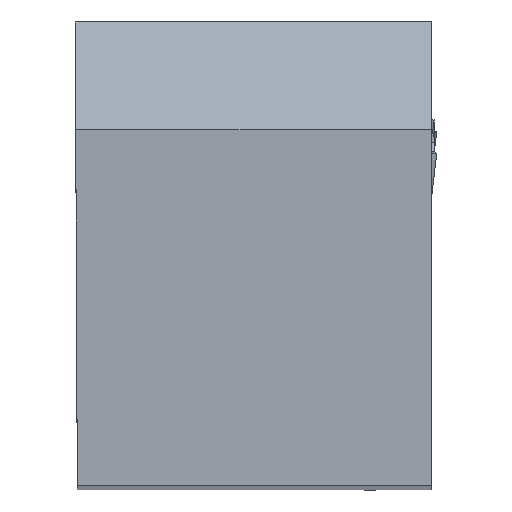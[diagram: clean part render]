
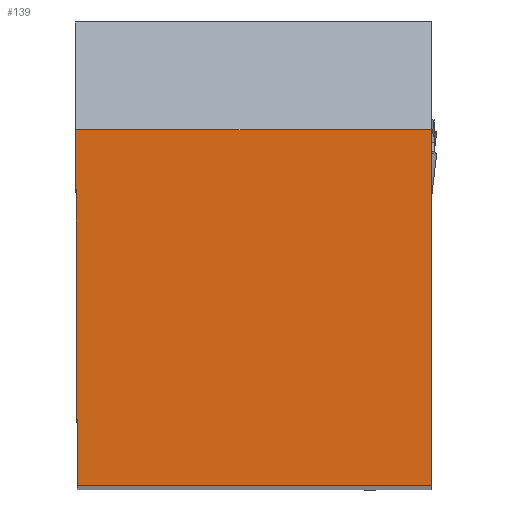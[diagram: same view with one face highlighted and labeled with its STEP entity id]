
A CAD part, top view. The second image highlights one B-rep face of the part: STEP entity #139.
In plain terms, the highlighted planar face has unit normal (0, 0, 1).
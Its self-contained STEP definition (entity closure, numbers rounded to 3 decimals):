
#139=ADVANCED_FACE('BLANK_BOXF006',(#248),#203,.T.);
#203=PLANE('',#1440);
#248=FACE_OUTER_BOUND('',#314,.T.);
#314=EDGE_LOOP('',(#743,#744,#745,#746));
#377=LINE('',#1840,#499);
#389=LINE('',#1891,#511);
#404=LINE('',#1930,#526);
#411=LINE('',#1965,#533);
#499=VECTOR('',#1518,1.);
#511=VECTOR('',#1540,1.);
#526=VECTOR('',#1567,1.);
#533=VECTOR('',#1584,1.);
#743=ORIENTED_EDGE('',*,*,#1197,.T.);
#744=ORIENTED_EDGE('',*,*,#1215,.F.);
#745=ORIENTED_EDGE('',*,*,#1180,.T.);
#746=ORIENTED_EDGE('',*,*,#1225,.T.);
#1054=VERTEX_POINT('',#1839);
#1055=VERTEX_POINT('',#1841);
#1070=VERTEX_POINT('',#1890);
#1071=VERTEX_POINT('',#1892);
#1180=EDGE_CURVE('',#1055,#1054,#377,.T.);
#1197=EDGE_CURVE('',#1071,#1070,#389,.T.);
#1215=EDGE_CURVE('',#1055,#1070,#404,.T.);
#1225=EDGE_CURVE('',#1054,#1071,#411,.T.);
#1440=AXIS2_PLACEMENT_3D('',#1966,#1585,#1586);
#1518=DIRECTION('',(0.,1.,0.));
#1540=DIRECTION('',(0.004,-1.,0.));
#1567=DIRECTION('',(-1.,0.,0.));
#1584=DIRECTION('',(-1.,0.,0.));
#1585=DIRECTION('',(0.,0.,1.));
#1586=DIRECTION('',(1.,0.,0.));
#1839=CARTESIAN_POINT('',(15.9,15.9,0.));
#1840=CARTESIAN_POINT('',(15.9,21.9,0.));
#1841=CARTESIAN_POINT('',(15.9,0.,0.));
#1890=CARTESIAN_POINT('',(0.069,0.,0.));
#1891=CARTESIAN_POINT('',(-0.027,21.996,0.));
#1892=CARTESIAN_POINT('',(0.,15.9,0.));
#1930=CARTESIAN_POINT('',(-22.,0.,0.));
#1965=CARTESIAN_POINT('',(-22.,15.9,0.));
#1966=CARTESIAN_POINT('',(-22.,21.9,0.));
